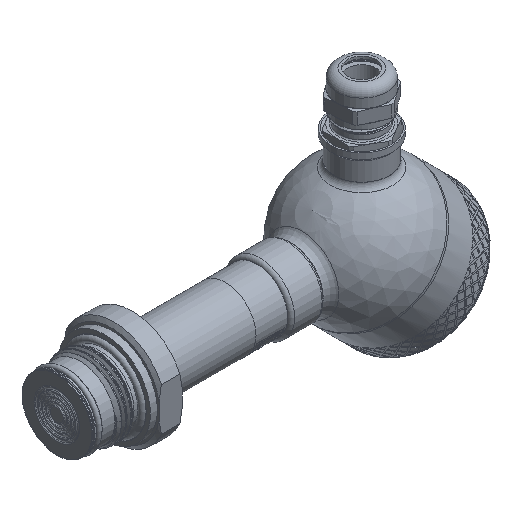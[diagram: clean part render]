
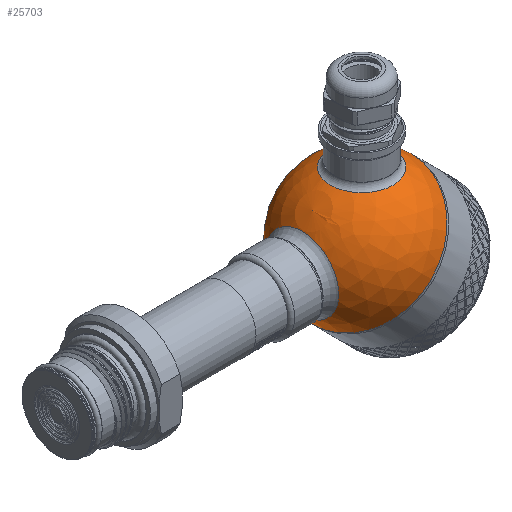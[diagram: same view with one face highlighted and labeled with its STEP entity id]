
A CAD part, isometric view. The second image highlights one B-rep face of the part: STEP entity #25703.
In plain terms, the highlighted spherical face has radius 30 mm.
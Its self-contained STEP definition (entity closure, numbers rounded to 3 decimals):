
#16=SPHERICAL_SURFACE('',#27406,30.);
#1127=FACE_BOUND('',#4124,.T.);
#1128=FACE_BOUND('',#4125,.T.);
#2433=FACE_OUTER_BOUND('',#4123,.T.);
#4123=EDGE_LOOP('',(#19895,#19896,#19897,#19898));
#4124=EDGE_LOOP('',(#19899));
#4125=EDGE_LOOP('',(#19900));
#5639=CIRCLE('',#27403,15.643);
#5642=CIRCLE('',#27407,30.);
#5643=CIRCLE('',#27408,30.);
#5644=CIRCLE('',#27409,30.);
#5645=CIRCLE('',#27410,13.5);
#10994=VERTEX_POINT('',#45816);
#10996=VERTEX_POINT('',#45822);
#10997=VERTEX_POINT('',#45823);
#10998=VERTEX_POINT('',#45825);
#10999=VERTEX_POINT('',#45828);
#14230=EDGE_CURVE('',#10994,#10994,#5639,.T.);
#14233=EDGE_CURVE('',#10996,#10997,#5642,.T.);
#14234=EDGE_CURVE('',#10996,#10998,#5643,.T.);
#14235=EDGE_CURVE('',#10997,#10996,#5644,.T.);
#14236=EDGE_CURVE('',#10999,#10999,#5645,.T.);
#19895=ORIENTED_EDGE('',*,*,#14233,.F.);
#19896=ORIENTED_EDGE('',*,*,#14234,.T.);
#19897=ORIENTED_EDGE('',*,*,#14234,.F.);
#19898=ORIENTED_EDGE('',*,*,#14235,.F.);
#19899=ORIENTED_EDGE('',*,*,#14230,.F.);
#19900=ORIENTED_EDGE('',*,*,#14236,.F.);
#25703=ADVANCED_FACE('',(#2433,#1127,#1128),#16,.T.);
#27403=AXIS2_PLACEMENT_3D('',#45817,#29634,#29635);
#27406=AXIS2_PLACEMENT_3D('',#45821,#29640,#29641);
#27407=AXIS2_PLACEMENT_3D('',#45824,#29642,#29643);
#27408=AXIS2_PLACEMENT_3D('',#45826,#29644,#29645);
#27409=AXIS2_PLACEMENT_3D('',#45827,#29646,#29647);
#27410=AXIS2_PLACEMENT_3D('',#45829,#29648,#29649);
#29634=DIRECTION('center_axis',(-0.707,0.,0.707));
#29635=DIRECTION('ref_axis',(0.707,0.,0.707));
#29640=DIRECTION('center_axis',(1.,0.,0.));
#29641=DIRECTION('ref_axis',(0.,-1.,0.));
#29642=DIRECTION('center_axis',(1.,0.,0.));
#29643=DIRECTION('ref_axis',(0.,1.,0.));
#29644=DIRECTION('center_axis',(0.,0.,1.));
#29645=DIRECTION('ref_axis',(0.,1.,0.));
#29646=DIRECTION('center_axis',(1.,0.,0.));
#29647=DIRECTION('ref_axis',(0.,1.,0.));
#29648=DIRECTION('center_axis',(-0.707,0.,-0.707));
#29649=DIRECTION('ref_axis',(-0.707,0.,0.707));
#45816=CARTESIAN_POINT('',(-29.162,0.,7.04));
#45817=CARTESIAN_POINT('Origin',(-18.101,0.,18.101));
#45821=CARTESIAN_POINT('Origin',(0.,0.,0.));
#45822=CARTESIAN_POINT('',(0.,30.,0.));
#45823=CARTESIAN_POINT('',(0.,-30.,0.));
#45824=CARTESIAN_POINT('Origin',(0.,0.,0.));
#45825=CARTESIAN_POINT('',(-30.,0.,0.));
#45826=CARTESIAN_POINT('Origin',(0.,0.,0.));
#45827=CARTESIAN_POINT('Origin',(0.,0.,0.));
#45828=CARTESIAN_POINT('',(-9.398,0.,-28.49));
#45829=CARTESIAN_POINT('Origin',(-18.944,0.,-18.944));
